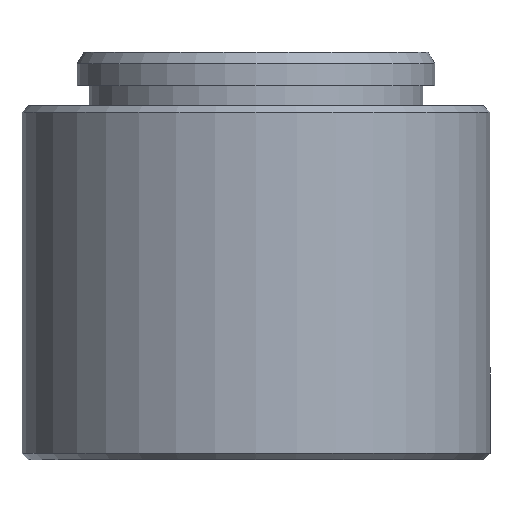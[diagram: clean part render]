
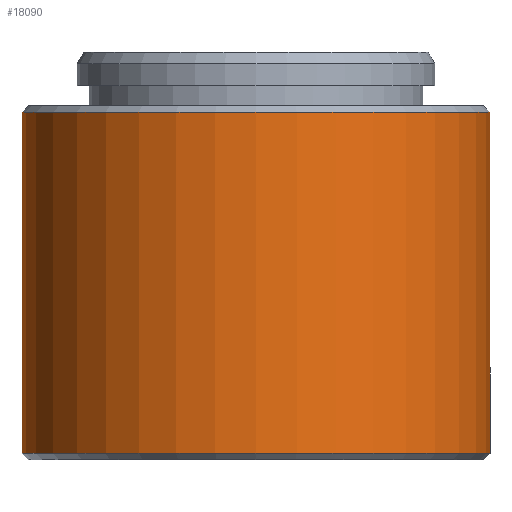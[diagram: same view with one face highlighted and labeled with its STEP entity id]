
A CAD part, front view. The second image highlights one B-rep face of the part: STEP entity #18090.
In plain terms, the highlighted cylindrical face has radius 8.89 mm (diameter 17.78 mm), a partial arc.
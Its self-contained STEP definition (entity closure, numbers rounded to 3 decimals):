
#609 = VERTEX_POINT ( 'NONE', #14984 ) ;
#891 = DIRECTION ( 'NONE',  ( 0., 0., 1. ) ) ;
#907 = ORIENTED_EDGE ( 'NONE', *, *, #8247, .T. ) ;
#926 = ORIENTED_EDGE ( 'NONE', *, *, #11265, .T. ) ;
#2721 = CYLINDRICAL_SURFACE ( 'NONE', #10182, 8.89 ) ;
#2994 = EDGE_CURVE ( 'NONE', #11475, #609, #17400, .T. ) ;
#3627 = CARTESIAN_POINT ( 'NONE',  ( -8.89, 0., -13.462 ) ) ;
#3773 = CIRCLE ( 'NONE', #17343, 8.89 ) ;
#5344 = CARTESIAN_POINT ( 'NONE',  ( 0., 0., -13.462 ) ) ;
#5961 = CARTESIAN_POINT ( 'NONE',  ( 0., 0., -0.254 ) ) ;
#6220 = VECTOR ( 'NONE', #12584, 1000. ) ;
#6510 = CIRCLE ( 'NONE', #10194, 8.89 ) ;
#7338 = LINE ( 'NONE', #3627, #18125 ) ;
#7348 = DIRECTION ( 'NONE',  ( 1., 0., 0. ) ) ;
#7861 = VERTEX_POINT ( 'NONE', #8236 ) ;
#7963 = CARTESIAN_POINT ( 'NONE',  ( 8.89, 0., -0.254 ) ) ;
#8168 = DIRECTION ( 'NONE',  ( 0., 0., -1. ) ) ;
#8232 = FACE_OUTER_BOUND ( 'NONE', #15564, .T. ) ;
#8236 = CARTESIAN_POINT ( 'NONE',  ( -8.89, 0., -0.254 ) ) ;
#8247 = EDGE_CURVE ( 'NONE', #14460, #609, #6510, .T. ) ;
#9277 = CARTESIAN_POINT ( 'NONE',  ( 0., 0., -13.208 ) ) ;
#10147 = ORIENTED_EDGE ( 'NONE', *, *, #17730, .T. ) ;
#10182 = AXIS2_PLACEMENT_3D ( 'NONE', #5344, #8168, #15226 ) ;
#10194 = AXIS2_PLACEMENT_3D ( 'NONE', #9277, #891, #10711 ) ;
#10711 = DIRECTION ( 'NONE',  ( -1., 0., 0. ) ) ;
#11265 = EDGE_CURVE ( 'NONE', #11475, #7861, #3773, .T. ) ;
#11475 = VERTEX_POINT ( 'NONE', #7963 ) ;
#11825 = ORIENTED_EDGE ( 'NONE', *, *, #2994, .F. ) ;
#12584 = DIRECTION ( 'NONE',  ( 0., 0., -1. ) ) ;
#12635 = CARTESIAN_POINT ( 'NONE',  ( 8.89, 0., -13.462 ) ) ;
#12693 = CARTESIAN_POINT ( 'NONE',  ( -8.89, 0., -13.208 ) ) ;
#14460 = VERTEX_POINT ( 'NONE', #12693 ) ;
#14984 = CARTESIAN_POINT ( 'NONE',  ( 8.89, 0., -13.208 ) ) ;
#15226 = DIRECTION ( 'NONE',  ( -1., 0., 0. ) ) ;
#15564 = EDGE_LOOP ( 'NONE', ( #11825, #926, #10147, #907 ) ) ;
#15753 = DIRECTION ( 'NONE',  ( 0., 0., -1. ) ) ;
#17343 = AXIS2_PLACEMENT_3D ( 'NONE', #5961, #15753, #7348 ) ;
#17400 = LINE ( 'NONE', #12635, #6220 ) ;
#17635 = DIRECTION ( 'NONE',  ( 0., 0., -1. ) ) ;
#17730 = EDGE_CURVE ( 'NONE', #7861, #14460, #7338, .T. ) ;
#18090 = ADVANCED_FACE ( 'NONE', ( #8232 ), #2721, .T. ) ;
#18125 = VECTOR ( 'NONE', #17635, 1000. ) ;
